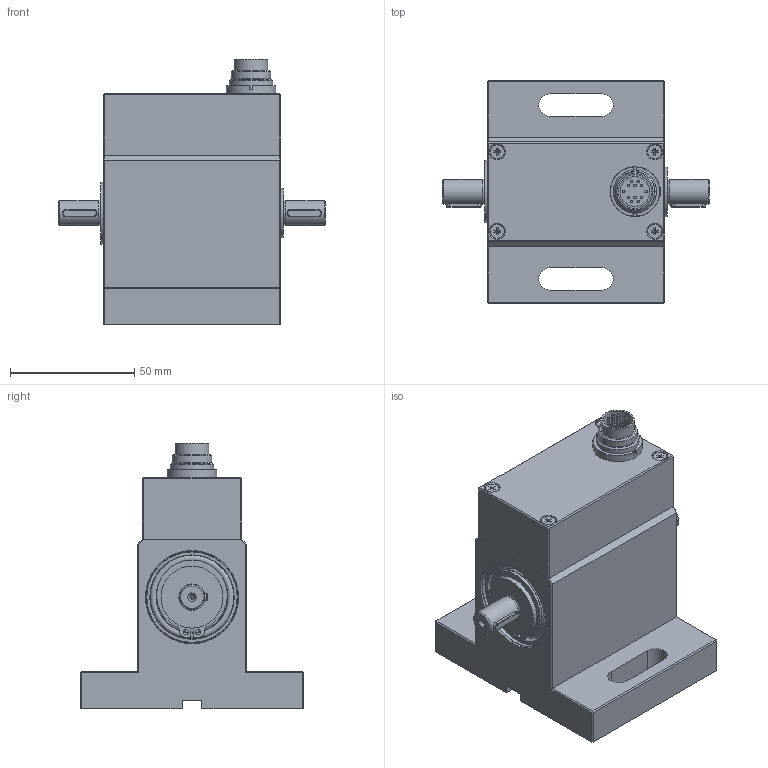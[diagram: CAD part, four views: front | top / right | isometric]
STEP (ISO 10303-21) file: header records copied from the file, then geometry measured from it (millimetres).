
FILE_DESCRIPTION( ( 'Unknown' ), '1' );
FILE_NAME( '2531-Z15_DOC-00076825.stp', 'Unknown', ( 'Unknown' ), ( 'Unknown' ), 'PSStep 17.0.49', 'Unknown', ' ' );
FILE_SCHEMA( ( 'AUTOMOTIVE_DESIGN { 1 0 10303 214 1 1 1 1 }' ) );
Length unit declared in the file: millimetre
Products named in the file (26): 2531-B11_DOC-00076826; 2531-011_DOC-00076827; Sicherungsring DIN 471-25x1,2-T1; INA-25x37x7-61805; Sicherungsring DIN 471-20x1,2-T1; paßfeder a3x3x14 din 6885; paßfeder a3x3x14 din 6885-oa0; 2212-b01_doc-00048945; 2212-001_doc-00028048; Sicherungsring DIN 472-32x1,2-T1; INA-20x32x7-61804 2Z; 2318-B01_Gehäusedeckel_DOC-00070626; 2318-001_DOC-00070613; Senkschraube DIN 965-M3x30-H; Senkschraube DIN 965-M3x30-H-oa1; Senkschraube DIN 965-M3x30-H-oa2; Senkschraube DIN 965-M3x30-H-oa3; Assem1; mutter_09-0323-89-06_DOC-00067592; flanschstecker 12-polig serie 723
Assembly tree (25 placements, depth 3):
  Assem1
    mutter_09-0323-89-06_DOC-00067592
    flanschstecker 12-polig serie 723
    2531-B11_DOC-00076826
      2531-011_DOC-00076827
      Sicherungsring DIN 471-25x1,2-T1
      INA-25x37x7-61805
      INA-25x37x7-61805
      INA-25x37x7-61805
      Sicherungsring DIN 471-20x1,2-T1
      paßfeder a3x3x14 din 6885
      paßfeder a3x3x14 din 6885-oa0
    2212-b01_doc-00048945
      2212-001_doc-00028048
      Sicherungsring DIN 472-32x1,2-T1
      INA-20x32x7-61804 2Z
      INA-20x32x7-61804 2Z
      INA-20x32x7-61804 2Z
      INA-20x32x7-61804 2Z
      INA-20x32x7-61804 2Z
    2318-B01_Gehäusedeckel_DOC-00070626
      2318-001_DOC-00070613
      Senkschraube DIN 965-M3x30-H
      Senkschraube DIN 965-M3x30-H-oa1
      Senkschraube DIN 965-M3x30-H-oa2
      Senkschraube DIN 965-M3x30-H-oa3
Bounding box: 107.5 x 90 x 107 mm (x, y, z)
Volume: 285109.2 mm3; surface area: 75119.5 mm2
Topology: 22 solids, 24 shells, 458 faces, 1005 edges, 646 vertices
Faces by surface type: plane 232, cylinder 160, cone 36, torus 30
Full cylindrical faces by diameter (mm): 1 x24, 1.6 x2, 2 x4, 2.387 x4, 3 x4, 3.242 x4, 3.4 x4, 5.6 x4, 10 x2, 12 x1, 13.5 x1, 15 x1, 15.875 x1, 17.188 x1, 17.462 x1, 17.8 x1, 19 x1, 20 x5, 22 x1, 23.9 x3, 24.1 x2, 24.2 x2, 25 x3, 28.9 x2, 28.982 x2, 29.28 x2, 29.48 x2, 29.5 x2, 32 x2, 32.5 x1
Entity records: 15648 total; most frequent: DIRECTION 2136, CARTESIAN_POINT 2003, ORIENTED_EDGE 1600, AXIS2_PLACEMENT_3D 857, EDGE_CURVE 800, EDGE_LOOP 700, VERTEX_POINT 604, FACE_OUTER_BOUND 569
